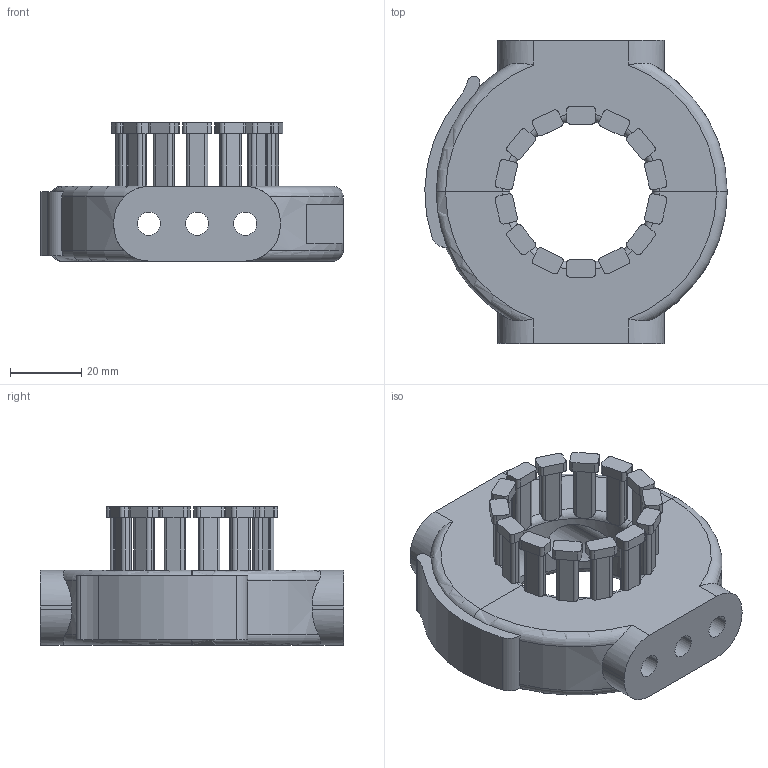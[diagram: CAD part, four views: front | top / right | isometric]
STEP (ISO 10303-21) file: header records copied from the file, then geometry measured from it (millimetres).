
FILE_DESCRIPTION(('STEP AP214'),'1');
FILE_NAME('cctmp_A2AF35E5-4F99-4887-8187-8CF87B83735E_2023_09_11_14_02_25_0440_170240..stp','2023-09-11T12:02:25',('igus GmbH'),('CADClick - www.CADClick.com'),'Spatial InterOp 3D',' ','unknown authorization');
FILE_SCHEMA(('AUTOMOTIVE_DESIGN'));
Length unit declared in the file: millimetre
Products named in the file (2): 2023_09_11_14_02_25_0393; 2023_09_11_14_02_25_0440
Assembly tree (1 placements, depth 2):
  2023_09_11_14_02_25_0393
    2023_09_11_14_02_25_0440
Bounding box: 84.83 x 85 x 38.8 mm (x, y, z)
Volume: 78182.1 mm3; surface area: 29201.6 mm2
Topology: 1 solids, 1 shells, 351 faces, 982 edges, 650 vertices
Faces by surface type: plane 169, cylinder 156, torus 26
Entity records: 15867 total; most frequent: CARTESIAN_POINT 3897, ORIENTED_EDGE 1964, DIRECTION 1868, EDGE_CURVE 982, AXIS2_PLACEMENT_3D 665, VERTEX_POINT 650, LINE 538, VECTOR 538
